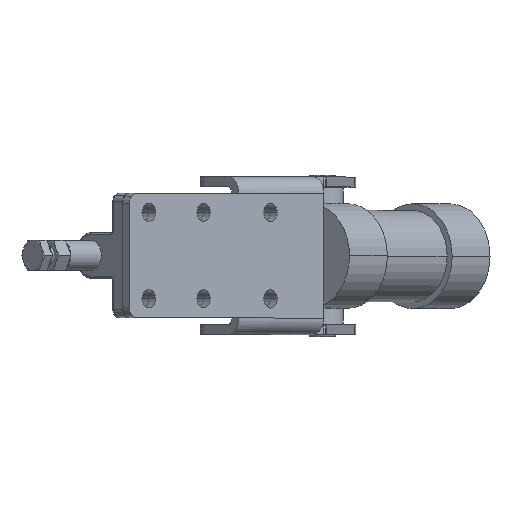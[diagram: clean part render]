
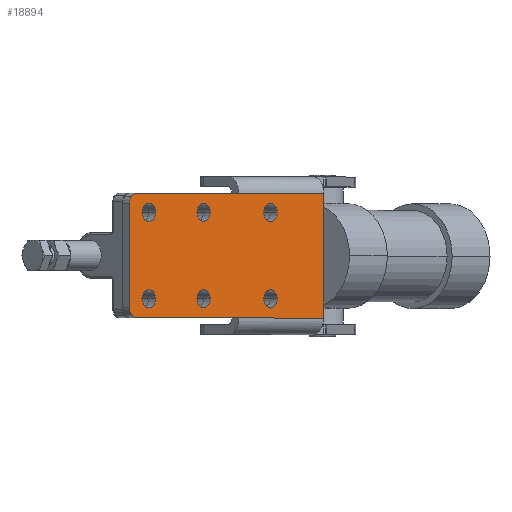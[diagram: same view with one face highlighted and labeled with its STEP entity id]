
A CAD part, top view. The second image highlights one B-rep face of the part: STEP entity #18894.
In plain terms, the highlighted face is planar.
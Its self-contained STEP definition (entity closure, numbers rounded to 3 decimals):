
#17282=CARTESIAN_POINT('',(19.399,28.65,-15.5));
#17283=VERTEX_POINT('',#17282);
#17292=CARTESIAN_POINT('',(8.399,28.65,-15.5));
#17293=VERTEX_POINT('',#17292);
#17294=CARTESIAN_POINT('',(13.899,28.65,-15.5));
#17295=DIRECTION('',(0.0,1.0,0.0));
#17296=DIRECTION('',(1.0,0.0,0.0));
#17297=AXIS2_PLACEMENT_3D('',#17294,#17295,#17296);
#17298=CIRCLE('',#17297,5.5);
#17299=EDGE_CURVE('',#17293,#17283,#17298,.T.);
#17345=CARTESIAN_POINT('',(-80.601,28.65,-15.5));
#17346=VERTEX_POINT('',#17345);
#17355=CARTESIAN_POINT('',(-91.601,28.65,-15.5));
#17356=VERTEX_POINT('',#17355);
#17357=CARTESIAN_POINT('',(-86.101,28.65,-15.5));
#17358=DIRECTION('',(0.0,1.0,0.0));
#17359=DIRECTION('',(1.0,0.0,0.0));
#17360=AXIS2_PLACEMENT_3D('',#17357,#17358,#17359);
#17361=CIRCLE('',#17360,5.5);
#17362=EDGE_CURVE('',#17356,#17346,#17361,.T.);
#17408=CARTESIAN_POINT('',(-35.601,28.65,-15.5));
#17409=VERTEX_POINT('',#17408);
#17418=CARTESIAN_POINT('',(-46.601,28.65,-15.5));
#17419=VERTEX_POINT('',#17418);
#17420=CARTESIAN_POINT('',(-41.101,28.65,-15.5));
#17421=DIRECTION('',(0.0,1.0,0.0));
#17422=DIRECTION('',(1.0,0.0,0.0));
#17423=AXIS2_PLACEMENT_3D('',#17420,#17421,#17422);
#17424=CIRCLE('',#17423,5.5);
#17425=EDGE_CURVE('',#17419,#17409,#17424,.T.);
#17492=CARTESIAN_POINT('',(19.399,28.65,-67.5));
#17493=VERTEX_POINT('',#17492);
#17502=CARTESIAN_POINT('',(8.399,28.65,-67.5));
#17503=VERTEX_POINT('',#17502);
#17504=CARTESIAN_POINT('',(13.899,28.65,-67.5));
#17505=DIRECTION('',(0.0,1.0,0.0));
#17506=DIRECTION('',(1.0,0.0,0.0));
#17507=AXIS2_PLACEMENT_3D('',#17504,#17505,#17506);
#17508=CIRCLE('',#17507,5.5);
#17509=EDGE_CURVE('',#17503,#17493,#17508,.T.);
#17534=CARTESIAN_POINT('',(-80.601,28.65,-67.5));
#17535=VERTEX_POINT('',#17534);
#17544=CARTESIAN_POINT('',(-91.601,28.65,-67.5));
#17545=VERTEX_POINT('',#17544);
#17546=CARTESIAN_POINT('',(-86.101,28.65,-67.5));
#17547=DIRECTION('',(0.0,1.0,0.0));
#17548=DIRECTION('',(1.0,0.0,0.0));
#17549=AXIS2_PLACEMENT_3D('',#17546,#17547,#17548);
#17550=CIRCLE('',#17549,5.5);
#17551=EDGE_CURVE('',#17545,#17535,#17550,.T.);
#17576=CARTESIAN_POINT('',(-35.601,28.65,-67.5));
#17577=VERTEX_POINT('',#17576);
#17586=CARTESIAN_POINT('',(-46.601,28.65,-67.5));
#17587=VERTEX_POINT('',#17586);
#17588=CARTESIAN_POINT('',(-41.101,28.65,-67.5));
#17589=DIRECTION('',(0.0,1.0,0.0));
#17590=DIRECTION('',(1.0,0.0,0.0));
#17591=AXIS2_PLACEMENT_3D('',#17588,#17589,#17590);
#17592=CIRCLE('',#17591,5.5);
#17593=EDGE_CURVE('',#17587,#17577,#17592,.T.);
#17662=CARTESIAN_POINT('',(-100.344,28.65,-77.243));
#17663=VERTEX_POINT('',#17662);
#17679=CARTESIAN_POINT('',(-96.101,28.65,-79.));
#17680=VERTEX_POINT('',#17679);
#17687=CARTESIAN_POINT('',(-96.101,28.65,-73.0));
#17688=DIRECTION('',(0.0,1.,0.0));
#17689=DIRECTION('',(-0.707,0.0,-0.707));
#17690=AXIS2_PLACEMENT_3D('',#17687,#17688,#17689);
#17691=CIRCLE('',#17690,6.);
#17692=EDGE_CURVE('',#17680,#17663,#17691,.T.);
#17704=CARTESIAN_POINT('',(-100.344,28.65,-5.757));
#17705=VERTEX_POINT('',#17704);
#17721=CARTESIAN_POINT('',(-102.101,28.65,-10.0));
#17722=VERTEX_POINT('',#17721);
#17729=CARTESIAN_POINT('',(-96.101,28.65,-10.0));
#17730=DIRECTION('',(0.0,1.,0.0));
#17731=DIRECTION('',(-0.707,0.0,0.707));
#17732=AXIS2_PLACEMENT_3D('',#17729,#17730,#17731);
#17733=CIRCLE('',#17732,6.);
#17734=EDGE_CURVE('',#17722,#17705,#17733,.T.);
#18229=CARTESIAN_POINT('',(57.899,28.65,-4.));
#18230=VERTEX_POINT('',#18229);
#18238=CARTESIAN_POINT('',(57.899,28.65,-79.));
#18239=VERTEX_POINT('',#18238);
#18240=CARTESIAN_POINT('',(57.899,28.65,-4.));
#18241=DIRECTION('',(0.0,0.0,-1.0));
#18242=VECTOR('',#18241,75.);
#18243=LINE('',#18240,#18242);
#18244=EDGE_CURVE('',#18230,#18239,#18243,.T.);
#18581=CARTESIAN_POINT('',(-12.101,28.65,-4.));
#18582=VERTEX_POINT('',#18581);
#18613=CARTESIAN_POINT('',(-96.101,28.65,-4.));
#18614=VERTEX_POINT('',#18613);
#18615=CARTESIAN_POINT('',(-96.101,28.65,-10.0));
#18616=DIRECTION('',(0.0,1.,0.0));
#18617=DIRECTION('',(-0.707,0.0,0.707));
#18618=AXIS2_PLACEMENT_3D('',#18615,#18616,#18617);
#18619=CIRCLE('',#18618,6.);
#18620=EDGE_CURVE('',#17705,#18614,#18619,.T.);
#18654=CARTESIAN_POINT('',(-102.101,28.65,-73.0));
#18655=VERTEX_POINT('',#18654);
#18662=CARTESIAN_POINT('',(-102.101,28.65,-73.0));
#18663=DIRECTION('',(0.0,0.0,1.0));
#18664=VECTOR('',#18663,63.0);
#18665=LINE('',#18662,#18664);
#18666=EDGE_CURVE('',#18655,#17722,#18665,.T.);
#18783=CARTESIAN_POINT('',(-96.101,28.65,-73.0));
#18784=DIRECTION('',(0.0,1.,0.0));
#18785=DIRECTION('',(-0.707,0.0,-0.707));
#18786=AXIS2_PLACEMENT_3D('',#18783,#18784,#18785);
#18787=CIRCLE('',#18786,6.);
#18788=EDGE_CURVE('',#17663,#18655,#18787,.T.);
#18795=CARTESIAN_POINT('',(22.899,28.65,-20.75));
#18796=DIRECTION('',(0.0,1.0,0.0));
#18797=DIRECTION('',(0.0,0.0,1.0));
#18798=AXIS2_PLACEMENT_3D('',#18795,#18796,#18797);
#18799=PLANE('',#18798);
#18800=ORIENTED_EDGE('',*,*,#17734,.F.);
#18801=ORIENTED_EDGE('',*,*,#18666,.F.);
#18802=ORIENTED_EDGE('',*,*,#18788,.F.);
#18803=ORIENTED_EDGE('',*,*,#17692,.F.);
#18804=CARTESIAN_POINT('',(-12.101,28.65,-79.));
#18805=VERTEX_POINT('',#18804);
#18806=CARTESIAN_POINT('',(-96.101,28.65,-79.));
#18807=DIRECTION('',(1.0,0.0,0.0));
#18808=VECTOR('',#18807,84.0);
#18809=LINE('',#18806,#18808);
#18810=EDGE_CURVE('',#17680,#18805,#18809,.T.);
#18811=ORIENTED_EDGE('',*,*,#18810,.T.);
#18812=CARTESIAN_POINT('',(57.899,28.65,-79.));
#18813=DIRECTION('',(-1.0,0.0,0.0));
#18814=VECTOR('',#18813,70.0);
#18815=LINE('',#18812,#18814);
#18816=EDGE_CURVE('',#18239,#18805,#18815,.T.);
#18817=ORIENTED_EDGE('',*,*,#18816,.F.);
#18818=ORIENTED_EDGE('',*,*,#18244,.F.);
#18819=CARTESIAN_POINT('',(57.899,28.65,-4.));
#18820=DIRECTION('',(-1.0,0.0,0.0));
#18821=VECTOR('',#18820,70.0);
#18822=LINE('',#18819,#18821);
#18823=EDGE_CURVE('',#18230,#18582,#18822,.T.);
#18824=ORIENTED_EDGE('',*,*,#18823,.T.);
#18825=CARTESIAN_POINT('',(-96.101,28.65,-4.));
#18826=DIRECTION('',(1.0,0.0,0.0));
#18827=VECTOR('',#18826,84.0);
#18828=LINE('',#18825,#18827);
#18829=EDGE_CURVE('',#18614,#18582,#18828,.T.);
#18830=ORIENTED_EDGE('',*,*,#18829,.F.);
#18831=ORIENTED_EDGE('',*,*,#18620,.F.);
#18832=EDGE_LOOP('',(#18800,#18801,#18802,#18803,#18811,#18817,#18818,#18824,#18830,#18831));
#18833=FACE_OUTER_BOUND('',#18832,.T.);
#18834=ORIENTED_EDGE('',*,*,#17299,.T.);
#18835=CARTESIAN_POINT('',(13.899,28.65,-15.5));
#18836=DIRECTION('',(0.0,1.0,0.0));
#18837=DIRECTION('',(1.0,0.0,0.0));
#18838=AXIS2_PLACEMENT_3D('',#18835,#18836,#18837);
#18839=CIRCLE('',#18838,5.5);
#18840=EDGE_CURVE('',#17283,#17293,#18839,.T.);
#18841=ORIENTED_EDGE('',*,*,#18840,.T.);
#18842=EDGE_LOOP('',(#18834,#18841));
#18843=FACE_BOUND('',#18842,.T.);
#18844=ORIENTED_EDGE('',*,*,#17362,.T.);
#18845=CARTESIAN_POINT('',(-86.101,28.65,-15.5));
#18846=DIRECTION('',(0.0,1.0,0.0));
#18847=DIRECTION('',(1.0,0.0,0.0));
#18848=AXIS2_PLACEMENT_3D('',#18845,#18846,#18847);
#18849=CIRCLE('',#18848,5.5);
#18850=EDGE_CURVE('',#17346,#17356,#18849,.T.);
#18851=ORIENTED_EDGE('',*,*,#18850,.T.);
#18852=EDGE_LOOP('',(#18844,#18851));
#18853=FACE_BOUND('',#18852,.T.);
#18854=ORIENTED_EDGE('',*,*,#17425,.T.);
#18855=CARTESIAN_POINT('',(-41.101,28.65,-15.5));
#18856=DIRECTION('',(0.0,1.0,0.0));
#18857=DIRECTION('',(1.0,0.0,0.0));
#18858=AXIS2_PLACEMENT_3D('',#18855,#18856,#18857);
#18859=CIRCLE('',#18858,5.5);
#18860=EDGE_CURVE('',#17409,#17419,#18859,.T.);
#18861=ORIENTED_EDGE('',*,*,#18860,.T.);
#18862=EDGE_LOOP('',(#18854,#18861));
#18863=FACE_BOUND('',#18862,.T.);
#18864=ORIENTED_EDGE('',*,*,#17509,.T.);
#18865=CARTESIAN_POINT('',(13.899,28.65,-67.5));
#18866=DIRECTION('',(0.0,1.0,0.0));
#18867=DIRECTION('',(1.0,0.0,0.0));
#18868=AXIS2_PLACEMENT_3D('',#18865,#18866,#18867);
#18869=CIRCLE('',#18868,5.5);
#18870=EDGE_CURVE('',#17493,#17503,#18869,.T.);
#18871=ORIENTED_EDGE('',*,*,#18870,.T.);
#18872=EDGE_LOOP('',(#18864,#18871));
#18873=FACE_BOUND('',#18872,.T.);
#18874=ORIENTED_EDGE('',*,*,#17551,.T.);
#18875=CARTESIAN_POINT('',(-86.101,28.65,-67.5));
#18876=DIRECTION('',(0.0,1.0,0.0));
#18877=DIRECTION('',(1.0,0.0,0.0));
#18878=AXIS2_PLACEMENT_3D('',#18875,#18876,#18877);
#18879=CIRCLE('',#18878,5.5);
#18880=EDGE_CURVE('',#17535,#17545,#18879,.T.);
#18881=ORIENTED_EDGE('',*,*,#18880,.T.);
#18882=EDGE_LOOP('',(#18874,#18881));
#18883=FACE_BOUND('',#18882,.T.);
#18884=ORIENTED_EDGE('',*,*,#17593,.T.);
#18885=CARTESIAN_POINT('',(-41.101,28.65,-67.5));
#18886=DIRECTION('',(0.0,1.0,0.0));
#18887=DIRECTION('',(1.0,0.0,0.0));
#18888=AXIS2_PLACEMENT_3D('',#18885,#18886,#18887);
#18889=CIRCLE('',#18888,5.5);
#18890=EDGE_CURVE('',#17577,#17587,#18889,.T.);
#18891=ORIENTED_EDGE('',*,*,#18890,.T.);
#18892=EDGE_LOOP('',(#18884,#18891));
#18893=FACE_BOUND('',#18892,.T.);
#18894=ADVANCED_FACE('',(#18833,#18843,#18853,#18863,#18873,#18883,#18893),#18799,.F.);
